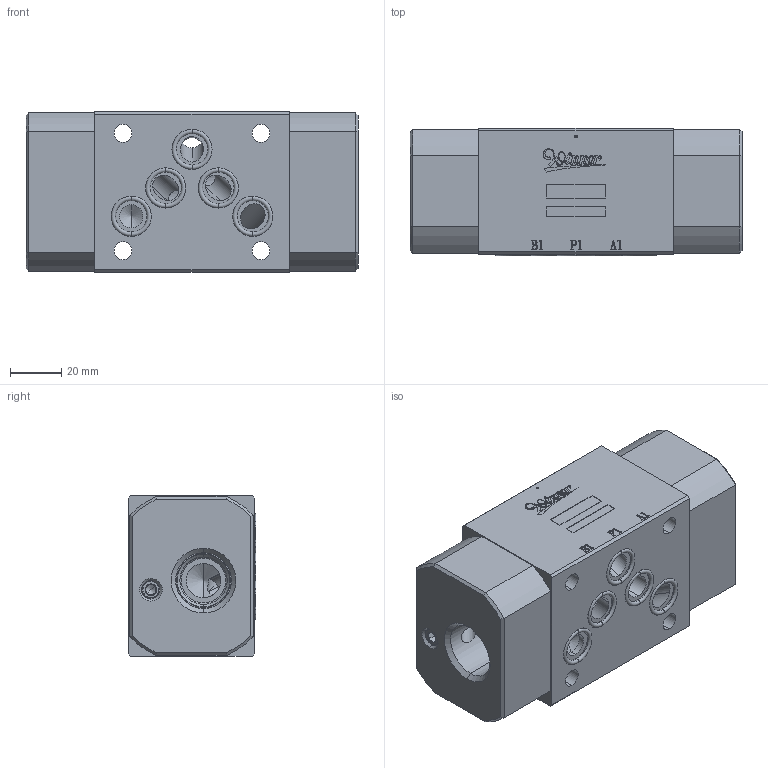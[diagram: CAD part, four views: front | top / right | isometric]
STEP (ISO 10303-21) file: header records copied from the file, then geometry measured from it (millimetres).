
FILE_DESCRIPTION (( 'STEP AP203' ), '1' );
FILE_NAME ('MH05CDW-11A3-11A3-Z21.STEP', '2025-01-10T02:45:37', ( 'user' ), ( '' ), 'SwSTEP 2.0', 'SolidWorks 2018', '' );
FILE_SCHEMA (( 'CONFIG_CONTROL_DESIGN' ));
Length unit declared in the file: millimetre
Products named in the file (4): 6EC05040CDWXXA001; 5DBP00A002; MH05CDW-11A3-11A3-Z21; 4KAA014AA001_組合用
Assembly tree (8 placements, depth 2):
  MH05CDW-11A3-11A3-Z21
    4KAA014AA001_組合用  x5
    5DBP00A002  x2
    6EC05040CDWXXA001
Bounding box: 130 x 49.98 x 63 mm (x, y, z)
Volume: 331186.4 mm3; surface area: 55034.7 mm2
Topology: 8 solids, 8 shells, 618 faces, 1650 edges, 1043 vertices
Faces by surface type: cylinder 252, plane 200, cone 95, bspline 51, torus 20
Entity records: 23173 total; most frequent: CARTESIAN_POINT 8773, ORIENTED_EDGE 3000, DIRECTION 2792, EDGE_CURVE 1500, AXIS2_PLACEMENT_3D 1009, VERTEX_POINT 970, VECTOR 774, LINE 774
